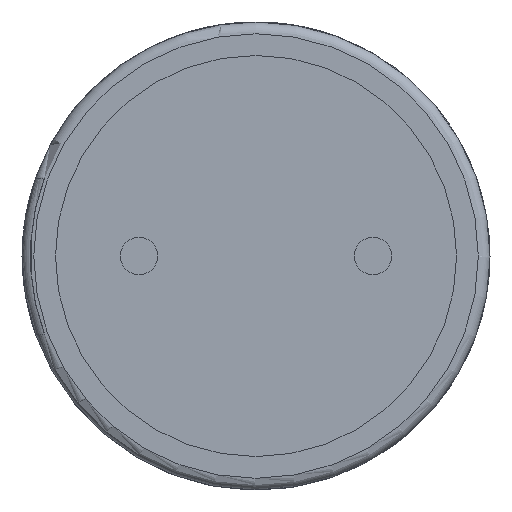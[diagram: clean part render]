
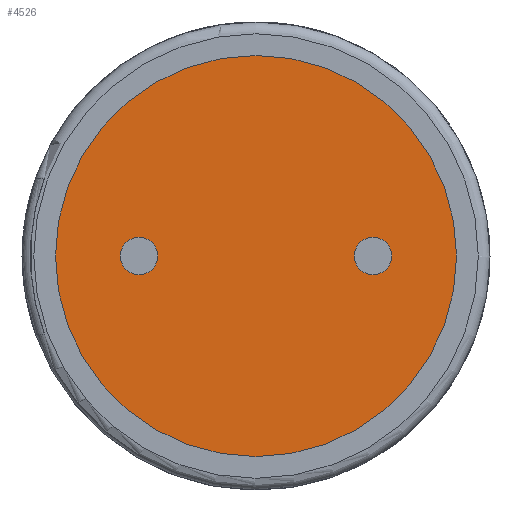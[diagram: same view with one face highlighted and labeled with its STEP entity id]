
A CAD part, front view. The second image highlights one B-rep face of the part: STEP entity #4526.
In plain terms, the highlighted planar face has unit normal (0, -1, 0).
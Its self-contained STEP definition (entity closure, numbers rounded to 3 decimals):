
#66=FACE_BOUND('',#764,.T.);
#67=FACE_BOUND('',#765,.T.);
#169=PLANE('',#4820);
#502=FACE_OUTER_BOUND('',#763,.T.);
#763=EDGE_LOOP('',(#4010));
#764=EDGE_LOOP('',(#4011));
#765=EDGE_LOOP('',(#4012));
#877=CIRCLE('',#4812,0.4);
#879=CIRCLE('',#4816,0.4);
#880=CIRCLE('',#4819,4.286);
#2101=VERTEX_POINT('',#11458);
#2103=VERTEX_POINT('',#11465);
#2104=VERTEX_POINT('',#11470);
#2737=EDGE_CURVE('',#2101,#2101,#877,.T.);
#2740=EDGE_CURVE('',#2103,#2103,#879,.T.);
#2742=EDGE_CURVE('',#2104,#2104,#880,.T.);
#4010=ORIENTED_EDGE('',*,*,#2742,.T.);
#4011=ORIENTED_EDGE('',*,*,#2737,.T.);
#4012=ORIENTED_EDGE('',*,*,#2740,.T.);
#4526=ADVANCED_FACE('',(#502,#66,#67),#169,.T.);
#4812=AXIS2_PLACEMENT_3D('',#11460,#5639,#5640);
#4816=AXIS2_PLACEMENT_3D('',#11467,#5648,#5649);
#4819=AXIS2_PLACEMENT_3D('',#11472,#5655,#5656);
#4820=AXIS2_PLACEMENT_3D('',#11473,#5657,#5658);
#5639=DIRECTION('center_axis',(0.,1.,0.));
#5640=DIRECTION('ref_axis',(1.,0.,0.));
#5648=DIRECTION('center_axis',(0.,1.,0.));
#5649=DIRECTION('ref_axis',(1.,0.,0.));
#5655=DIRECTION('center_axis',(0.,-1.,0.));
#5656=DIRECTION('ref_axis',(1.,0.,0.));
#5657=DIRECTION('center_axis',(0.,-1.,0.));
#5658=DIRECTION('ref_axis',(0.,0.,-1.));
#11458=CARTESIAN_POINT('',(2.1,0.1,0.));
#11460=CARTESIAN_POINT('Origin',(2.5,0.1,0.));
#11465=CARTESIAN_POINT('',(-2.9,0.1,0.));
#11467=CARTESIAN_POINT('Origin',(-2.5,0.1,0.));
#11470=CARTESIAN_POINT('',(-4.286,0.1,0.));
#11472=CARTESIAN_POINT('Origin',(0.,0.1,0.));
#11473=CARTESIAN_POINT('Origin',(0.,0.1,0.));
